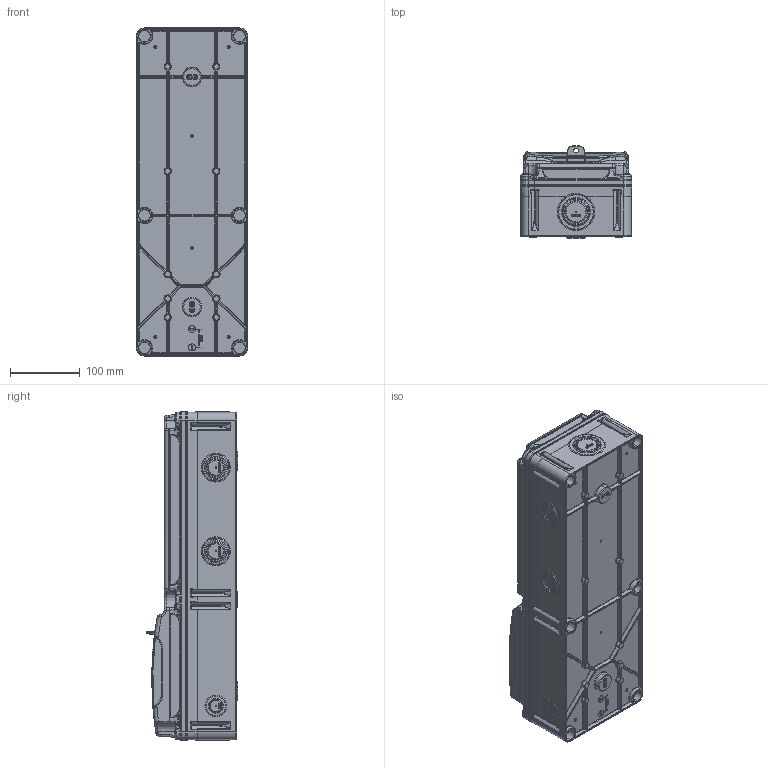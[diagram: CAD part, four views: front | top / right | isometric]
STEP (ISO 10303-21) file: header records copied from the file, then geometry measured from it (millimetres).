
FILE_DESCRIPTION (( 'STEP AP203' ), '1' );
FILE_NAME ('3D 15850600.STEP', '2021-03-15T10:48:48', ( '' ), ( '' ), 'SwSTEP 2.0', 'SolidWorks 2020', '' );
FILE_SCHEMA (( 'CONFIG_CONTROL_DESIGN' ));
Products named in the file (1): 3D 15850600
Bounding box: 160.6 x 132 x 471.6 mm (x, y, z)
Volume: 7204886.4 mm3; surface area: 385208.9 mm2
Topology: 1 solids, 2 shells, 6259 faces, 15359 edges, 9092 vertices
Faces by surface type: bspline 2410, plane 1609, cylinder 1340, torus 423, cone 305, sphere 172
Entity records: 276896 total; most frequent: CARTESIAN_POINT 151734, ORIENTED_EDGE 30166, DIRECTION 20229, EDGE_CURVE 15083, VERTEX_POINT 9092, AXIS2_PLACEMENT_3D 7536, EDGE_LOOP 6555, ADVANCED_FACE 6259
